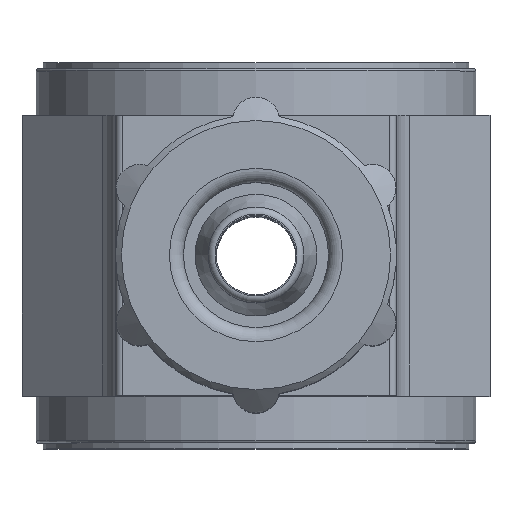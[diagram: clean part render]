
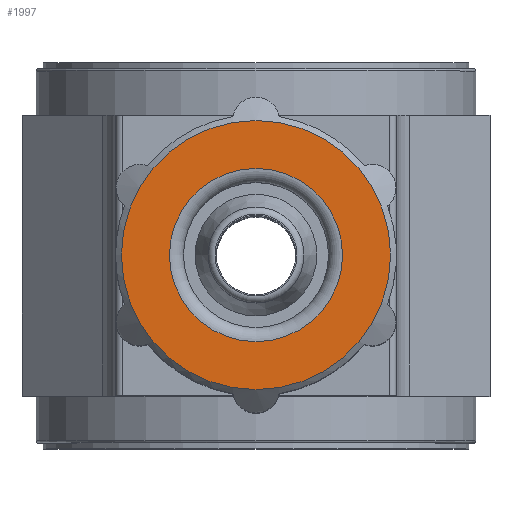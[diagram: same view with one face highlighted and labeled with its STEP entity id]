
A CAD part, top view. The second image highlights one B-rep face of the part: STEP entity #1997.
In plain terms, the highlighted planar face has unit normal (0, 0, 1).
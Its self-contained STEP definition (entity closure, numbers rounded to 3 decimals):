
#184=PLANE('',#2162);
#487=ORIENTED_EDGE('',*,*,#633,.F.);
#488=ORIENTED_EDGE('',*,*,#759,.T.);
#633=EDGE_CURVE('',#811,#811,#939,.T.);
#759=EDGE_CURVE('',#917,#917,#1001,.T.);
#811=VERTEX_POINT('',#2702);
#917=VERTEX_POINT('',#3110);
#939=CIRCLE('',#2051,5.75);
#1001=CIRCLE('',#2161,3.7);
#1097=EDGE_LOOP('',(#487));
#1098=EDGE_LOOP('',(#488));
#1239=FACE_BOUND('',#1097,.T.);
#1240=FACE_BOUND('',#1098,.T.);
#1997=ADVANCED_FACE('',(#1239,#1240),#184,.F.);
#2051=AXIS2_PLACEMENT_3D('',#2701,#2235,#2236);
#2161=AXIS2_PLACEMENT_3D('',#3109,#2499,#2500);
#2162=AXIS2_PLACEMENT_3D('',#3111,#2501,#2502);
#2235=DIRECTION('',(0.,0.,-1.));
#2236=DIRECTION('',(-1.,0.,0.));
#2499=DIRECTION('',(0.,0.,-1.));
#2500=DIRECTION('',(-1.,0.,0.));
#2501=DIRECTION('',(0.,0.,-1.));
#2502=DIRECTION('',(-1.,0.,0.));
#2701=CARTESIAN_POINT('',(0.,0.,23.35));
#2702=CARTESIAN_POINT('',(-5.75,0.,23.35));
#3109=CARTESIAN_POINT('',(0.,0.,23.35));
#3110=CARTESIAN_POINT('',(-3.7,0.,23.35));
#3111=CARTESIAN_POINT('',(0.,3.7,23.35));
